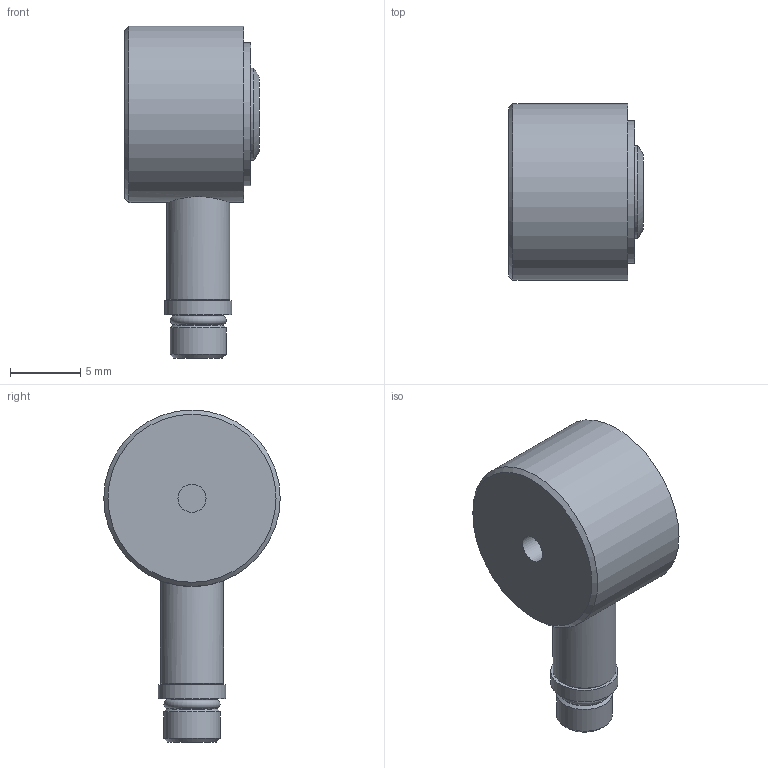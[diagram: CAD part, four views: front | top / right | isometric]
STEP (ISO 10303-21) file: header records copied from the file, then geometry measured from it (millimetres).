
FILE_DESCRIPTION( ( 'Unknown' ), '1' );
FILE_NAME( 'DLPP_7MO.stp', 'Unknown', ( 'Unknown' ), ( 'Unknown' ), 'XStep 1.0', 'Unknown', ' ' );
FILE_SCHEMA( ( 'automotive_design' ) );
Length unit declared in the file: millimetre
Products named in the file (1): 142514
Bounding box: 9.6 x 12.6 x 23.7 mm (x, y, z)
Volume: 1267.5 mm3; surface area: 809.1 mm2
Topology: 1 solids, 1 shells, 31 faces, 64 edges, 41 vertices
Faces by surface type: cylinder 10, plane 9, cone 7, torus 5
Full cylindrical faces by diameter (mm): 0.8 x1, 2.013 x1, 2.7 x1, 4 x1, 4.5 x1, 4.8 x1, 6.6 x1, 7.8 x1, 10.2 x1, 12.6 x1
Entity records: 940 total; most frequent: CARTESIAN_POINT 154, DIRECTION 122, AXIS2_PLACEMENT_3D 61, EDGE_LOOP 60, ORIENTED_EDGE 60, FACE_OUTER_BOUND 46, STYLED_ITEM 31, PRESENTATION_STYLE_ASSIGNMENT 31
